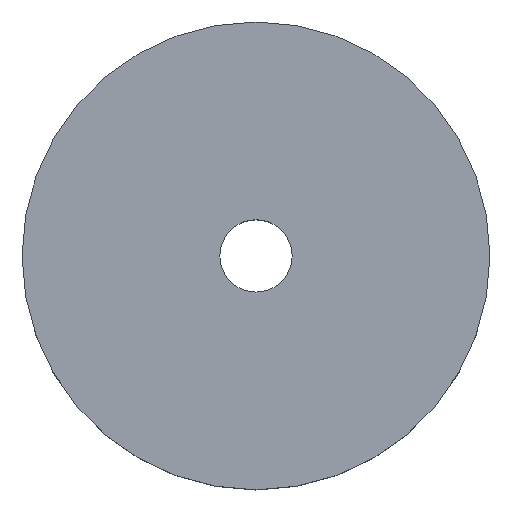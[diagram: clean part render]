
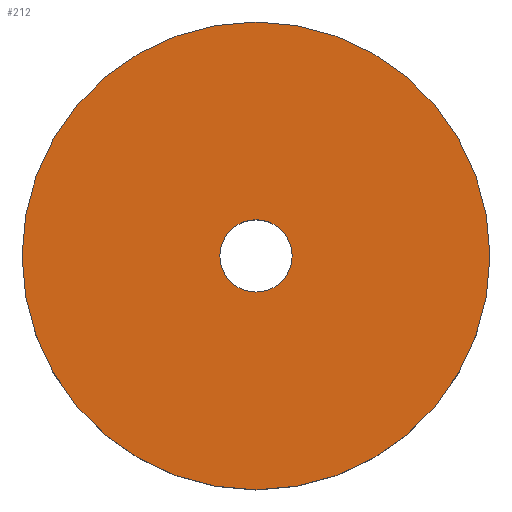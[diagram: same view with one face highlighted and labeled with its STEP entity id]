
A CAD part, top view. The second image highlights one B-rep face of the part: STEP entity #212.
In plain terms, the highlighted planar face has unit normal (0, 0, 1).
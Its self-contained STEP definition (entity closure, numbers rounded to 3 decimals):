
#2 = ORIENTED_EDGE ( 'NONE', *, *, #124, .T. ) ;
#3 = DIRECTION ( 'NONE',  ( 1., 0., 0. ) ) ;
#5 = CARTESIAN_POINT ( 'NONE',  ( 0., 0., 2. ) ) ;
#7 = CIRCLE ( 'NONE', #148, 0.75 ) ;
#13 = FACE_BOUND ( 'NONE', #94, .T. ) ;
#16 = CARTESIAN_POINT ( 'NONE',  ( -4.85, 0., 2. ) ) ;
#18 = CARTESIAN_POINT ( 'NONE',  ( 0., 0., 2. ) ) ;
#19 = DIRECTION ( 'NONE',  ( 0., 0., 1. ) ) ;
#25 = ORIENTED_EDGE ( 'NONE', *, *, #191, .T. ) ;
#26 = CARTESIAN_POINT ( 'NONE',  ( -0.75, 0., 2. ) ) ;
#32 = AXIS2_PLACEMENT_3D ( 'NONE', #18, #110, #132 ) ;
#43 = CARTESIAN_POINT ( 'NONE',  ( 0., 0., 2. ) ) ;
#45 = CIRCLE ( 'NONE', #32, 4.85 ) ;
#52 = CIRCLE ( 'NONE', #141, 4.85 ) ;
#54 = AXIS2_PLACEMENT_3D ( 'NONE', #43, #79, #92 ) ;
#65 = CIRCLE ( 'NONE', #54, 0.75 ) ;
#79 = DIRECTION ( 'NONE',  ( 0., 0., 1. ) ) ;
#88 = CARTESIAN_POINT ( 'NONE',  ( 0., 0., 2. ) ) ;
#92 = DIRECTION ( 'NONE',  ( 1., 0., 0. ) ) ;
#94 = EDGE_LOOP ( 'NONE', ( #159, #157 ) ) ;
#96 = VERTEX_POINT ( 'NONE', #16 ) ;
#97 = EDGE_CURVE ( 'NONE', #129, #128, #65, .T. ) ;
#101 = CARTESIAN_POINT ( 'NONE',  ( 4.85, 0., 2. ) ) ;
#105 = CARTESIAN_POINT ( 'NONE',  ( 0., 0., 2. ) ) ;
#110 = DIRECTION ( 'NONE',  ( 0., 0., 1. ) ) ;
#114 = CARTESIAN_POINT ( 'NONE',  ( 0.75, 0., 2. ) ) ;
#120 = DIRECTION ( 'NONE',  ( 1., 0., 0. ) ) ;
#124 = EDGE_CURVE ( 'NONE', #96, #155, #52, .T. ) ;
#128 = VERTEX_POINT ( 'NONE', #26 ) ;
#129 = VERTEX_POINT ( 'NONE', #114 ) ;
#132 = DIRECTION ( 'NONE',  ( 1., 0., 0. ) ) ;
#134 = DIRECTION ( 'NONE',  ( 0., 0., 1. ) ) ;
#141 = AXIS2_PLACEMENT_3D ( 'NONE', #88, #19, #198 ) ;
#148 = AXIS2_PLACEMENT_3D ( 'NONE', #105, #134, #3 ) ;
#155 = VERTEX_POINT ( 'NONE', #101 ) ;
#157 = ORIENTED_EDGE ( 'NONE', *, *, #97, .F. ) ;
#158 = AXIS2_PLACEMENT_3D ( 'NONE', #5, #164, #120 ) ;
#159 = ORIENTED_EDGE ( 'NONE', *, *, #206, .F. ) ;
#164 = DIRECTION ( 'NONE',  ( 0., 0., 1. ) ) ;
#187 = EDGE_LOOP ( 'NONE', ( #2, #25 ) ) ;
#191 = EDGE_CURVE ( 'NONE', #155, #96, #45, .T. ) ;
#198 = DIRECTION ( 'NONE',  ( 1., 0., 0. ) ) ;
#201 = PLANE ( 'NONE',  #158 ) ;
#206 = EDGE_CURVE ( 'NONE', #128, #129, #7, .T. ) ;
#209 = FACE_OUTER_BOUND ( 'NONE', #187, .T. ) ;
#212 = ADVANCED_FACE ( 'NONE', ( #209, #13 ), #201, .T. ) ;
